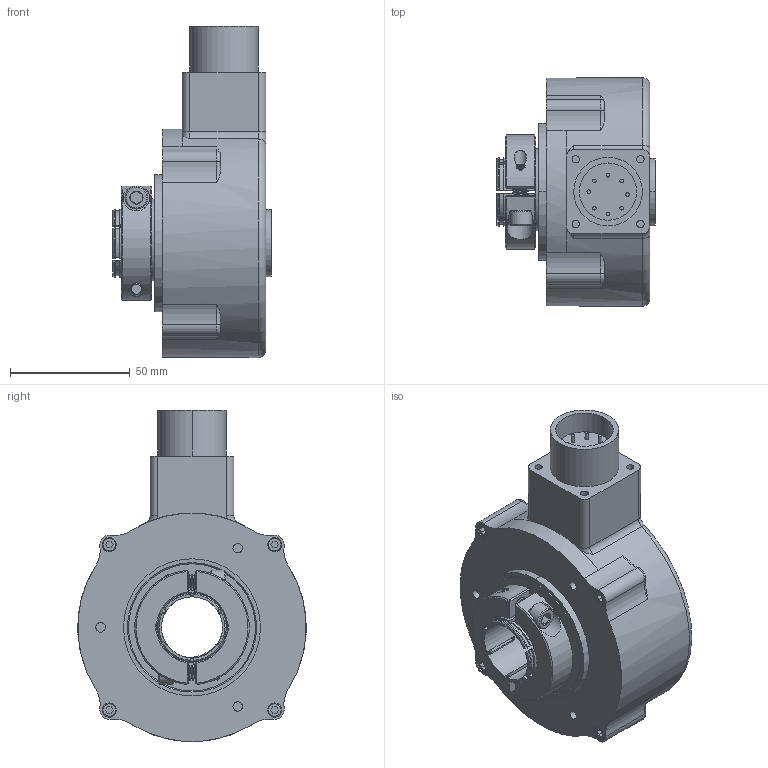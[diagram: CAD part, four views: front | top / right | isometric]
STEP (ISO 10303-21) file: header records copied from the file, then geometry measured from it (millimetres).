
FILE_DESCRIPTION((''),'2;1');
FILE_NAME('HSD37-3','2011-03-11T',('abhishek.jadhav'),(''),'PRO/ENGINEER BY PARAMETRIC TECHNOLOGY CORPORATION, 2007030','PRO/ENGINEER BY PARAMETRIC TECHNOLOGY CORPORATION, 2007030','');
FILE_SCHEMA(('CONFIG_CONTROL_DESIGN'));
Length unit declared in the file: inch
Products named in the file (1): HSD37-3
Bounding box: 65.89 x 95.18 x 138.05 mm (x, y, z)
Volume: 334610.7 mm3; surface area: 66241.6 mm2
Topology: 1 solids, 1 shells, 645 faces, 1687 edges, 1090 vertices
Faces by surface type: cylinder 309, plane 239, cone 64, torus 25, bspline 8
Entity records: 31549 total; most frequent: CARTESIAN_POINT 15861, ORIENTED_EDGE 3374, DIRECTION 3145, EDGE_CURVE 1687, AXIS2_PLACEMENT_3D 1212, VERTEX_POINT 1090, VECTOR 721, LINE 721
